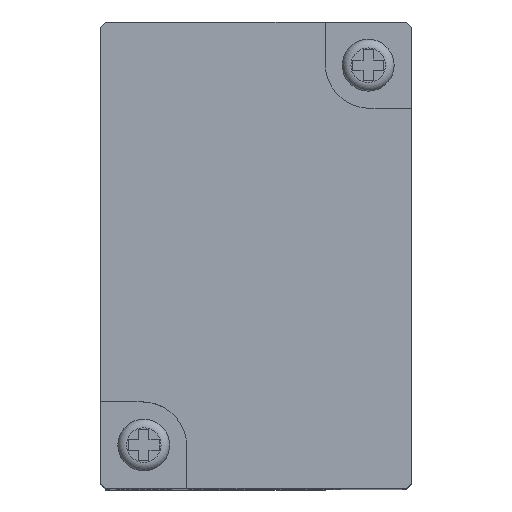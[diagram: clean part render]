
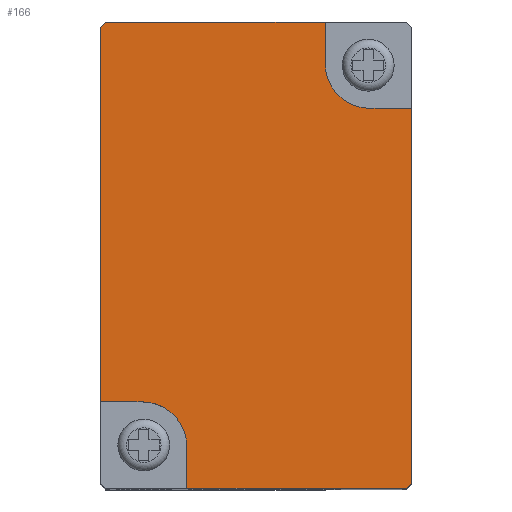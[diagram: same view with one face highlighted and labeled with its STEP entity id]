
A CAD part, top view. The second image highlights one B-rep face of the part: STEP entity #166.
In plain terms, the highlighted planar face has unit normal (0, 0, 1).
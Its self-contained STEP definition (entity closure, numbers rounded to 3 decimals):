
#166 = ADVANCED_FACE( '', ( #428 ), #429, .T. );
#428 = FACE_OUTER_BOUND( '', #738, .T. );
#429 = PLANE( '', #739 );
#738 = EDGE_LOOP( '', ( #1609, #1610, #1611, #1612, #1613, #1614, #1615, #1616, #1617, #1618, #1619, #1620 ) );
#739 = AXIS2_PLACEMENT_3D( '', #1621, #1622, #1623 );
#1609 = ORIENTED_EDGE( '', *, *, #2218, .F. );
#1610 = ORIENTED_EDGE( '', *, *, #2214, .F. );
#1611 = ORIENTED_EDGE( '', *, *, #2217, .F. );
#1612 = ORIENTED_EDGE( '', *, *, #2087, .T. );
#1613 = ORIENTED_EDGE( '', *, *, #2076, .T. );
#1614 = ORIENTED_EDGE( '', *, *, #2071, .T. );
#1615 = ORIENTED_EDGE( '', *, *, #2222, .F. );
#1616 = ORIENTED_EDGE( '', *, *, #2224, .F. );
#1617 = ORIENTED_EDGE( '', *, *, #2226, .F. );
#1618 = ORIENTED_EDGE( '', *, *, #2109, .T. );
#1619 = ORIENTED_EDGE( '', *, *, #2227, .T. );
#1620 = ORIENTED_EDGE( '', *, *, #2100, .T. );
#1621 = CARTESIAN_POINT( '', ( 0., 0., 0. ) );
#1622 = DIRECTION( '', ( 0., 0., 1. ) );
#1623 = DIRECTION( '', ( 1., 0., 0. ) );
#2071 = EDGE_CURVE( '', #2532, #2530, #2533, .T. );
#2076 = EDGE_CURVE( '', #2541, #2532, #2542, .T. );
#2087 = EDGE_CURVE( '', #2561, #2541, #2562, .T. );
#2100 = EDGE_CURVE( '', #2583, #2581, #2584, .T. );
#2109 = EDGE_CURVE( '', #2598, #2596, #2599, .T. );
#2214 = EDGE_CURVE( '', #2770, #2771, #2772, .T. );
#2217 = EDGE_CURVE( '', #2561, #2770, #2775, .T. );
#2218 = EDGE_CURVE( '', #2771, #2581, #2776, .T. );
#2222 = EDGE_CURVE( '', #2782, #2530, #2783, .T. );
#2224 = EDGE_CURVE( '', #2785, #2782, #2786, .T. );
#2226 = EDGE_CURVE( '', #2598, #2785, #2788, .T. );
#2227 = EDGE_CURVE( '', #2596, #2583, #2789, .T. );
#2530 = VERTEX_POINT( '', #3288 );
#2532 = VERTEX_POINT( '', #3291 );
#2533 = LINE( '', #3292, #3293 );
#2541 = VERTEX_POINT( '', #3305 );
#2542 = LINE( '', #3306, #3307 );
#2561 = VERTEX_POINT( '', #3333 );
#2562 = LINE( '', #3334, #3335 );
#2581 = VERTEX_POINT( '', #3364 );
#2583 = VERTEX_POINT( '', #3367 );
#2584 = LINE( '', #3368, #3369 );
#2596 = VERTEX_POINT( '', #3388 );
#2598 = VERTEX_POINT( '', #3391 );
#2599 = LINE( '', #3392, #3393 );
#2770 = VERTEX_POINT( '', #3651 );
#2771 = VERTEX_POINT( '', #3652 );
#2772 = CIRCLE( '', #3653, 2.6 );
#2775 = LINE( '', #3658, #3659 );
#2776 = LINE( '', #3660, #3661 );
#2782 = VERTEX_POINT( '', #3669 );
#2783 = LINE( '', #3670, #3671 );
#2785 = VERTEX_POINT( '', #3674 );
#2786 = CIRCLE( '', #3675, 2.6 );
#2788 = LINE( '', #3678, #3679 );
#2789 = LINE( '', #3680, #3681 );
#3288 = CARTESIAN_POINT( '', ( 9., 8.5, 0. ) );
#3291 = CARTESIAN_POINT( '', ( 9., -13.2, 0. ) );
#3292 = CARTESIAN_POINT( '', ( 9., -13.2, 0. ) );
#3293 = VECTOR( '', #4013, 1000. );
#3305 = CARTESIAN_POINT( '', ( 8.7, -13.5, 0. ) );
#3306 = CARTESIAN_POINT( '', ( 8.7, -13.5, 0. ) );
#3307 = VECTOR( '', #4018, 1000. );
#3333 = CARTESIAN_POINT( '', ( -4., -13.5, 0. ) );
#3334 = CARTESIAN_POINT( '', ( -8.7, -13.5, 0. ) );
#3335 = VECTOR( '', #4034, 1000. );
#3364 = CARTESIAN_POINT( '', ( -9., -8.5, 0. ) );
#3367 = CARTESIAN_POINT( '', ( -9., 13.2, 0. ) );
#3368 = CARTESIAN_POINT( '', ( -9., 13.2, 0. ) );
#3369 = VECTOR( '', #4049, 1000. );
#3388 = CARTESIAN_POINT( '', ( -8.7, 13.5, 0. ) );
#3391 = CARTESIAN_POINT( '', ( 4., 13.5, 0. ) );
#3392 = CARTESIAN_POINT( '', ( 8.7, 13.5, 0. ) );
#3393 = VECTOR( '', #4058, 1000. );
#3651 = CARTESIAN_POINT( '', ( -4., -11.1, 0. ) );
#3652 = CARTESIAN_POINT( '', ( -6.6, -8.5, 0. ) );
#3653 = AXIS2_PLACEMENT_3D( '', #4196, #4197, #4198 );
#3658 = CARTESIAN_POINT( '', ( -4., -13.5, 0. ) );
#3659 = VECTOR( '', #4201, 1000. );
#3660 = CARTESIAN_POINT( '', ( -6.6, -8.5, 0. ) );
#3661 = VECTOR( '', #4202, 1000. );
#3669 = CARTESIAN_POINT( '', ( 6.6, 8.5, 0. ) );
#3670 = CARTESIAN_POINT( '', ( 6.6, 8.5, 0. ) );
#3671 = VECTOR( '', #4208, 1000. );
#3674 = CARTESIAN_POINT( '', ( 4., 11.1, 0. ) );
#3675 = AXIS2_PLACEMENT_3D( '', #4210, #4211, #4212 );
#3678 = CARTESIAN_POINT( '', ( 4., 13.5, 0. ) );
#3679 = VECTOR( '', #4214, 1000. );
#3680 = CARTESIAN_POINT( '', ( -8.7, 13.5, 0. ) );
#3681 = VECTOR( '', #4215, 1000. );
#4013 = DIRECTION( '', ( 0., 1., 0. ) );
#4018 = DIRECTION( '', ( 0.707, 0.707, 0. ) );
#4034 = DIRECTION( '', ( 1., 0., 0. ) );
#4049 = DIRECTION( '', ( 0., -1., 0. ) );
#4058 = DIRECTION( '', ( -1., 0., 0. ) );
#4196 = CARTESIAN_POINT( '', ( -6.6, -11.1, 0. ) );
#4197 = DIRECTION( '', ( 0., 0., 1. ) );
#4198 = DIRECTION( '', ( 1., 0., 0. ) );
#4201 = DIRECTION( '', ( 0., 1., 0. ) );
#4202 = DIRECTION( '', ( -1., 0., 0. ) );
#4208 = DIRECTION( '', ( 1., 0., 0. ) );
#4210 = CARTESIAN_POINT( '', ( 6.6, 11.1, 0. ) );
#4211 = DIRECTION( '', ( 0., 0., 1. ) );
#4212 = DIRECTION( '', ( 1., 0., 0. ) );
#4214 = DIRECTION( '', ( 0., -1., 0. ) );
#4215 = DIRECTION( '', ( -0.707, -0.707, 0. ) );
